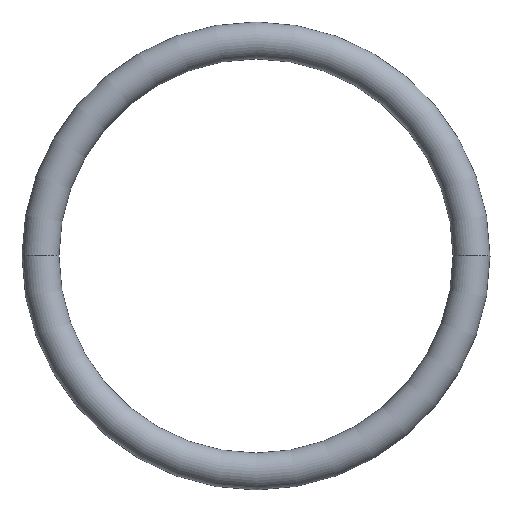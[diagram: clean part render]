
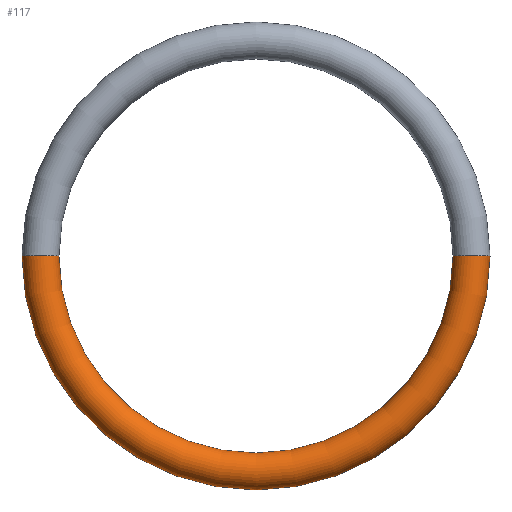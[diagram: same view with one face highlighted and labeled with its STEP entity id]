
A CAD part, top view. The second image highlights one B-rep face of the part: STEP entity #117.
In plain terms, the highlighted toroidal (fillet/blend) face has major radius 29.17 mm and minor radius 2.5 mm.
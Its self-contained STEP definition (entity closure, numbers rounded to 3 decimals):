
#1 = FACE_OUTER_BOUND ( 'NONE', #102, .T. ) ;
#3 = CARTESIAN_POINT ( 'NONE',  ( 0., 0., 0. ) ) ;
#8 = CARTESIAN_POINT ( 'NONE',  ( 26.67, 0., 0. ) ) ;
#14 = DIRECTION ( 'NONE',  ( 0., 0., 1. ) ) ;
#21 = CARTESIAN_POINT ( 'NONE',  ( 0., 0., 0. ) ) ;
#22 = CARTESIAN_POINT ( 'NONE',  ( 31.67, 0., 0. ) ) ;
#31 = CARTESIAN_POINT ( 'NONE',  ( 0., 0., 0. ) ) ;
#33 = DIRECTION ( 'NONE',  ( -1., 0., 0. ) ) ;
#34 = DIRECTION ( 'NONE',  ( 0., 0., -1. ) ) ;
#50 = VERTEX_POINT ( 'NONE', #133 ) ;
#51 = CARTESIAN_POINT ( 'NONE',  ( 29.17, 0., 0. ) ) ;
#64 = EDGE_CURVE ( 'NONE', #50, #94, #97, .T. ) ;
#66 = AXIS2_PLACEMENT_3D ( 'NONE', #21, #125, #115 ) ;
#68 = VERTEX_POINT ( 'NONE', #134 ) ;
#69 = EDGE_CURVE ( 'NONE', #68, #50, #124, .T. ) ;
#74 = AXIS2_PLACEMENT_3D ( 'NONE', #77, #75, #33 ) ;
#75 = DIRECTION ( 'NONE',  ( 0., 1., 0. ) ) ;
#77 = CARTESIAN_POINT ( 'NONE',  ( -29.17, 0., 0. ) ) ;
#78 = DIRECTION ( 'NONE',  ( 1., 0., 0. ) ) ;
#81 = AXIS2_PLACEMENT_3D ( 'NONE', #31, #153, #78 ) ;
#89 = AXIS2_PLACEMENT_3D ( 'NONE', #3, #14, #106 ) ;
#90 = VERTEX_POINT ( 'NONE', #22 ) ;
#94 = VERTEX_POINT ( 'NONE', #8 ) ;
#95 = ORIENTED_EDGE ( 'NONE', *, *, #120, .T. ) ;
#97 = CIRCLE ( 'NONE', #66, 26.67 ) ;
#98 = TOROIDAL_SURFACE ( 'NONE', #89, 29.17, 2.5 ) ;
#99 = AXIS2_PLACEMENT_3D ( 'NONE', #51, #148, #34 ) ;
#102 = EDGE_LOOP ( 'NONE', ( #118, #95, #136, #121 ) ) ;
#106 = DIRECTION ( 'NONE',  ( 1., 0., 0. ) ) ;
#115 = DIRECTION ( 'NONE',  ( 1., 0., 0. ) ) ;
#117 = ADVANCED_FACE ( 'NONE', ( #1 ), #98, .T. ) ;
#118 = ORIENTED_EDGE ( 'NONE', *, *, #69, .F. ) ;
#119 = CIRCLE ( 'NONE', #99, 2.5 ) ;
#120 = EDGE_CURVE ( 'NONE', #68, #90, #135, .T. ) ;
#121 = ORIENTED_EDGE ( 'NONE', *, *, #64, .F. ) ;
#124 = CIRCLE ( 'NONE', #74, 2.5 ) ;
#125 = DIRECTION ( 'NONE',  ( 0., 0., 1. ) ) ;
#126 = EDGE_CURVE ( 'NONE', #90, #94, #119, .T. ) ;
#133 = CARTESIAN_POINT ( 'NONE',  ( -26.67, 0., 0. ) ) ;
#134 = CARTESIAN_POINT ( 'NONE',  ( -31.67, 0., 0. ) ) ;
#135 = CIRCLE ( 'NONE', #81, 31.67 ) ;
#136 = ORIENTED_EDGE ( 'NONE', *, *, #126, .T. ) ;
#148 = DIRECTION ( 'NONE',  ( 0., -1., 0. ) ) ;
#153 = DIRECTION ( 'NONE',  ( 0., 0., 1. ) ) ;
